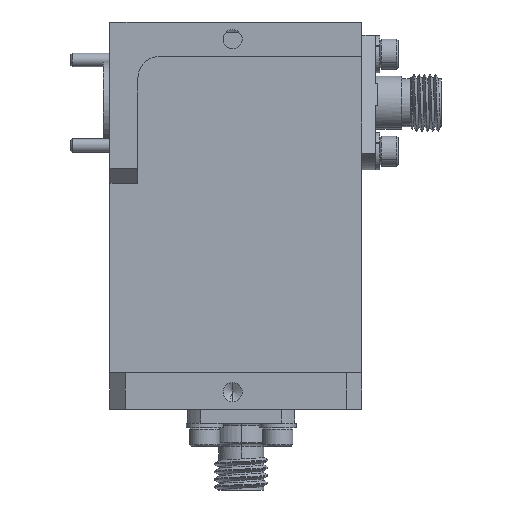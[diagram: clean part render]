
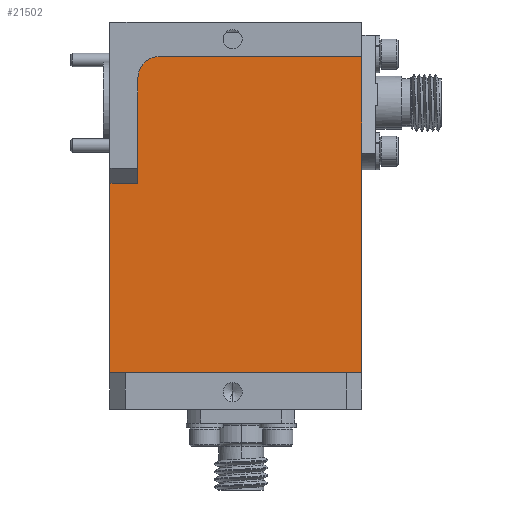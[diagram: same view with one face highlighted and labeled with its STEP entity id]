
A CAD part, front view. The second image highlights one B-rep face of the part: STEP entity #21502.
In plain terms, the highlighted planar face has unit normal (0, -1, 0).
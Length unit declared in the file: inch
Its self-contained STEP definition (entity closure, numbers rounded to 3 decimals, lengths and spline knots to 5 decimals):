
#374 = DIRECTION ( 'NONE',  ( 0., 0., -1. ) ) ;
#383 = CARTESIAN_POINT ( 'NONE',  ( -0.34, 0.2, 0.64 ) ) ;
#1861 = DIRECTION ( 'NONE',  ( 0., 0., -1. ) ) ;
#2117 = LINE ( 'NONE', #13282, #31572 ) ;
#2695 = VERTEX_POINT ( 'NONE', #24145 ) ;
#2717 = DIRECTION ( 'NONE',  ( 0., 0., -1. ) ) ;
#3030 = EDGE_CURVE ( 'NONE', #19360, #2695, #33542, .T. ) ;
#3648 = CARTESIAN_POINT ( 'NONE',  ( -0.57, 0.2, -0.73 ) ) ;
#3803 = LINE ( 'NONE', #28195, #5053 ) ;
#3939 = VECTOR ( 'NONE', #29936, 39.37008 ) ;
#4102 = AXIS2_PLACEMENT_3D ( 'NONE', #21248, #32093, #26225 ) ;
#4527 = CARTESIAN_POINT ( 'NONE',  ( -0.44, 0.2, 0.64 ) ) ;
#4852 = EDGE_CURVE ( 'NONE', #6542, #28161, #7772, .T. ) ;
#4924 = LINE ( 'NONE', #31604, #7137 ) ;
#5020 = ORIENTED_EDGE ( 'NONE', *, *, #35441, .T. ) ;
#5053 = VECTOR ( 'NONE', #16962, 39.37008 ) ;
#5266 = ORIENTED_EDGE ( 'NONE', *, *, #25201, .T. ) ;
#5304 = CIRCLE ( 'NONE', #9882, 0.1 ) ;
#5433 = LINE ( 'NONE', #11027, #15685 ) ;
#5512 = DIRECTION ( 'NONE',  ( 0., 0., 1. ) ) ;
#6107 = DIRECTION ( 'NONE',  ( -1., 0., 0. ) ) ;
#6116 = CARTESIAN_POINT ( 'NONE',  ( 0.6, 0.2, 0.27107 ) ) ;
#6140 = CARTESIAN_POINT ( 'NONE',  ( -0.44, 0.2, 0.30838 ) ) ;
#6413 = EDGE_CURVE ( 'NONE', #26175, #20538, #5304, .T. ) ;
#6494 = FACE_OUTER_BOUND ( 'NONE', #22591, .T. ) ;
#6542 = VERTEX_POINT ( 'NONE', #6760 ) ;
#6760 = CARTESIAN_POINT ( 'NONE',  ( -0.44, 0.2, 0.15 ) ) ;
#7048 = DIRECTION ( 'NONE',  ( 0., 0., 1. ) ) ;
#7137 = VECTOR ( 'NONE', #7048, 39.37008 ) ;
#7772 = LINE ( 'NONE', #27015, #15469 ) ;
#8298 = CARTESIAN_POINT ( 'NONE',  ( -0.44, 0.2, 0.74 ) ) ;
#8418 = CARTESIAN_POINT ( 'NONE',  ( 0.6, 0.2, 0.147 ) ) ;
#9037 = CARTESIAN_POINT ( 'NONE',  ( -0.52, 0.2, 0.28711 ) ) ;
#9882 = AXIS2_PLACEMENT_3D ( 'NONE', #383, #30679, #28037 ) ;
#10249 = EDGE_CURVE ( 'NONE', #20538, #28405, #29293, .T. ) ;
#10286 = VECTOR ( 'NONE', #10857, 39.37008 ) ;
#10857 = DIRECTION ( 'NONE',  ( 1., 0., 0. ) ) ;
#11027 = CARTESIAN_POINT ( 'NONE',  ( -0.57, 0.2, 0.34388 ) ) ;
#12971 = DIRECTION ( 'NONE',  ( 0., 0., -1. ) ) ;
#13236 = EDGE_CURVE ( 'NONE', #25736, #6542, #32827, .T. ) ;
#13282 = CARTESIAN_POINT ( 'NONE',  ( -0.57, 0.2, 0.30838 ) ) ;
#13559 = CARTESIAN_POINT ( 'NONE',  ( -0.6, 0.2, -0.73 ) ) ;
#13665 = CARTESIAN_POINT ( 'NONE',  ( 0.6, 0.2, 0.35091 ) ) ;
#13798 = VECTOR ( 'NONE', #1861, 39.37008 ) ;
#13894 = LINE ( 'NONE', #8418, #3939 ) ;
#15469 = VECTOR ( 'NONE', #19323, 39.37008 ) ;
#15685 = VECTOR ( 'NONE', #6107, 39.37008 ) ;
#16047 = CARTESIAN_POINT ( 'NONE',  ( -0.57, 0.2, 0. ) ) ;
#16962 = DIRECTION ( 'NONE',  ( -1., 0., 0. ) ) ;
#17495 = PLANE ( 'NONE',  #4102 ) ;
#17522 = VERTEX_POINT ( 'NONE', #3648 ) ;
#18807 = VERTEX_POINT ( 'NONE', #6116 ) ;
#19064 = EDGE_CURVE ( 'NONE', #27285, #18807, #13894, .T. ) ;
#19323 = DIRECTION ( 'NONE',  ( -1., 0., 0. ) ) ;
#19360 = VERTEX_POINT ( 'NONE', #22035 ) ;
#19461 = LINE ( 'NONE', #16047, #25743 ) ;
#20293 = ORIENTED_EDGE ( 'NONE', *, *, #24118, .T. ) ;
#20452 = VECTOR ( 'NONE', #5512, 39.37008 ) ;
#20538 = VERTEX_POINT ( 'NONE', #4527 ) ;
#20923 = CARTESIAN_POINT ( 'NONE',  ( -0.44, 0.2, 0.74 ) ) ;
#21248 = CARTESIAN_POINT ( 'NONE',  ( 0., 0.2, 0. ) ) ;
#21251 = ORIENTED_EDGE ( 'NONE', *, *, #6413, .T. ) ;
#21502 = ADVANCED_FACE ( 'NONE', ( #6494 ), #17495, .F. ) ;
#21584 = ORIENTED_EDGE ( 'NONE', *, *, #10249, .T. ) ;
#22035 = CARTESIAN_POINT ( 'NONE',  ( -0.52, 0.2, 0.34388 ) ) ;
#22073 = CARTESIAN_POINT ( 'NONE',  ( 0.6, 0.2, -0.73 ) ) ;
#22346 = ORIENTED_EDGE ( 'NONE', *, *, #13236, .T. ) ;
#22591 = EDGE_LOOP ( 'NONE', ( #5020, #21251, #21584, #25047, #24397, #20293, #22346, #32245, #24875, #5266, #25030, #32982, #31994 ) ) ;
#22986 = CARTESIAN_POINT ( 'NONE',  ( 0.6, 0.2, 0.74 ) ) ;
#23761 = EDGE_CURVE ( 'NONE', #28405, #19360, #5433, .T. ) ;
#24118 = EDGE_CURVE ( 'NONE', #2695, #25736, #2117, .T. ) ;
#24145 = CARTESIAN_POINT ( 'NONE',  ( -0.52, 0.2, 0.30838 ) ) ;
#24397 = ORIENTED_EDGE ( 'NONE', *, *, #3030, .T. ) ;
#24875 = ORIENTED_EDGE ( 'NONE', *, *, #26831, .T. ) ;
#25030 = ORIENTED_EDGE ( 'NONE', *, *, #19064, .T. ) ;
#25047 = ORIENTED_EDGE ( 'NONE', *, *, #23761, .T. ) ;
#25201 = EDGE_CURVE ( 'NONE', #17522, #27285, #32996, .T. ) ;
#25736 = VERTEX_POINT ( 'NONE', #6140 ) ;
#25743 = VECTOR ( 'NONE', #2717, 39.37008 ) ;
#26175 = VERTEX_POINT ( 'NONE', #27876 ) ;
#26225 = DIRECTION ( 'NONE',  ( 0., 0., 1. ) ) ;
#26831 = EDGE_CURVE ( 'NONE', #28161, #17522, #19461, .T. ) ;
#26875 = CARTESIAN_POINT ( 'NONE',  ( 0.6, 0.2, 0.147 ) ) ;
#27015 = CARTESIAN_POINT ( 'NONE',  ( -0.44, 0.2, 0.15 ) ) ;
#27285 = VERTEX_POINT ( 'NONE', #22073 ) ;
#27876 = CARTESIAN_POINT ( 'NONE',  ( -0.34, 0.2, 0.74 ) ) ;
#28037 = DIRECTION ( 'NONE',  ( 0., 0., 1. ) ) ;
#28161 = VERTEX_POINT ( 'NONE', #29867 ) ;
#28195 = CARTESIAN_POINT ( 'NONE',  ( -0.44, 0.2, 0.74 ) ) ;
#28405 = VERTEX_POINT ( 'NONE', #30163 ) ;
#29293 = LINE ( 'NONE', #20923, #13798 ) ;
#29867 = CARTESIAN_POINT ( 'NONE',  ( -0.57, 0.2, 0.15 ) ) ;
#29936 = DIRECTION ( 'NONE',  ( 0., 0., 1. ) ) ;
#30056 = LINE ( 'NONE', #26875, #20452 ) ;
#30163 = CARTESIAN_POINT ( 'NONE',  ( -0.44, 0.2, 0.34388 ) ) ;
#30316 = VECTOR ( 'NONE', #12971, 39.37008 ) ;
#30679 = DIRECTION ( 'NONE',  ( 0., -1., 0. ) ) ;
#31003 = EDGE_CURVE ( 'NONE', #33068, #31504, #4924, .T. ) ;
#31504 = VERTEX_POINT ( 'NONE', #22986 ) ;
#31572 = VECTOR ( 'NONE', #35063, 39.37008 ) ;
#31604 = CARTESIAN_POINT ( 'NONE',  ( 0.6, 0.2, 0.147 ) ) ;
#31994 = ORIENTED_EDGE ( 'NONE', *, *, #31003, .T. ) ;
#32093 = DIRECTION ( 'NONE',  ( 0., 1., 0. ) ) ;
#32245 = ORIENTED_EDGE ( 'NONE', *, *, #4852, .T. ) ;
#32827 = LINE ( 'NONE', #8298, #34318 ) ;
#32982 = ORIENTED_EDGE ( 'NONE', *, *, #34376, .T. ) ;
#32996 = LINE ( 'NONE', #13559, #10286 ) ;
#33068 = VERTEX_POINT ( 'NONE', #13665 ) ;
#33542 = LINE ( 'NONE', #9037, #30316 ) ;
#34318 = VECTOR ( 'NONE', #374, 39.37008 ) ;
#34376 = EDGE_CURVE ( 'NONE', #18807, #33068, #30056, .T. ) ;
#35063 = DIRECTION ( 'NONE',  ( 1., 0., 0. ) ) ;
#35441 = EDGE_CURVE ( 'NONE', #31504, #26175, #3803, .T. ) ;
